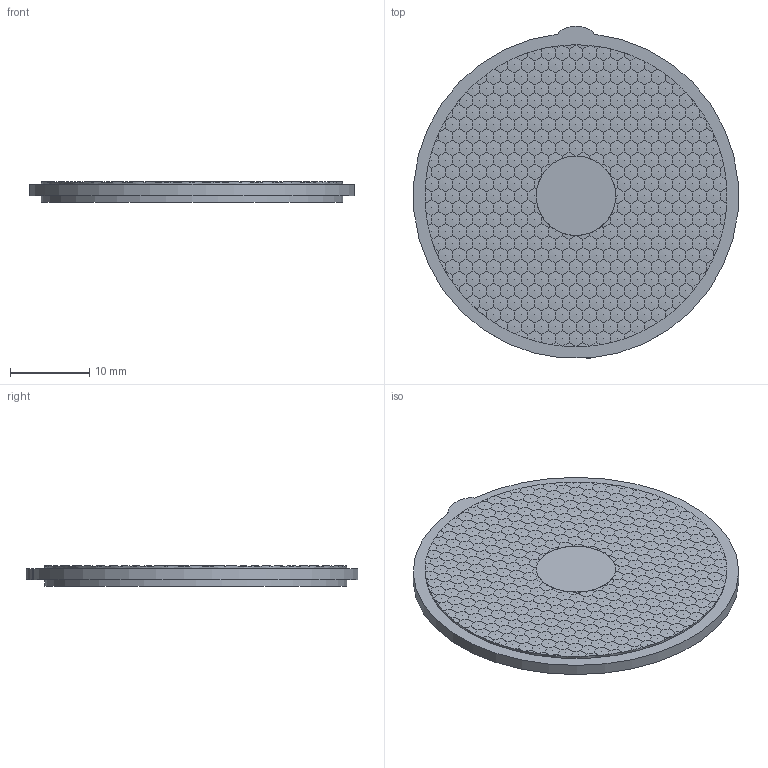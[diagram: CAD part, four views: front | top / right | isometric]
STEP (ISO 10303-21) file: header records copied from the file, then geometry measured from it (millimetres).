
FILE_DESCRIPTION(/* description */ (''),/* implementation_level */ '2;1');
FILE_NAME(/* name */ 'ZL01X0013AA01-1.stp',/* time_stamp */ '2024-03-07T15:44:51+08:00',/* author */ (''),/* organization */ (''),/* preprocessor_version */ 'ST-DEVELOPER v14',/* originating_system */ 'SIEMENS PLM Software NX 8.0',/* authorisation */ '');
FILE_SCHEMA (('AUTOMOTIVE_DESIGN { 1 0 10303 214 3 1 1 1 }'));
Length unit declared in the file: millimetre
Products named in the file (1): zj-s328C4CB1wpym
Bounding box: 40.88 x 41.8 x 2.57 mm (x, y, z)
Volume: 3078.5 mm3; surface area: 2997.4 mm2
Topology: 1 solids, 1 shells, 481 faces, 2680 edges, 1800 vertices
Faces by surface type: sphere 468, plane 7, cylinder 6
Full cylindrical faces by diameter (mm): 10 x1, 10.62 x1, 38 x2
Entity records: 17769 total; most frequent: CARTESIAN_POINT 3611, DIRECTION 3548, ORIENTED_EDGE 2932, AXIS2_PLACEMENT_3D 1770, EDGE_CURVE 1466, CIRCLE 1288, VERTEX_POINT 994, EDGE_LOOP 488
